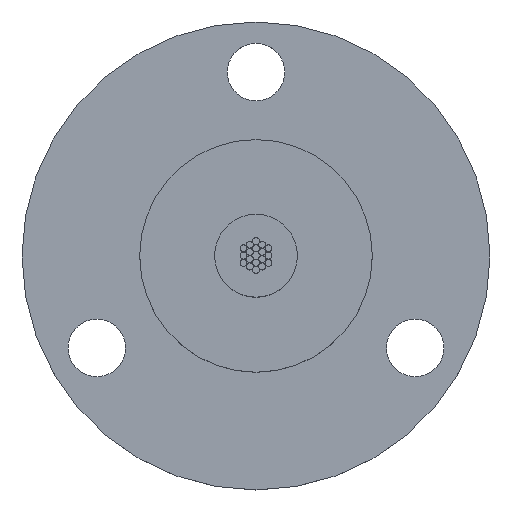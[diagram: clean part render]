
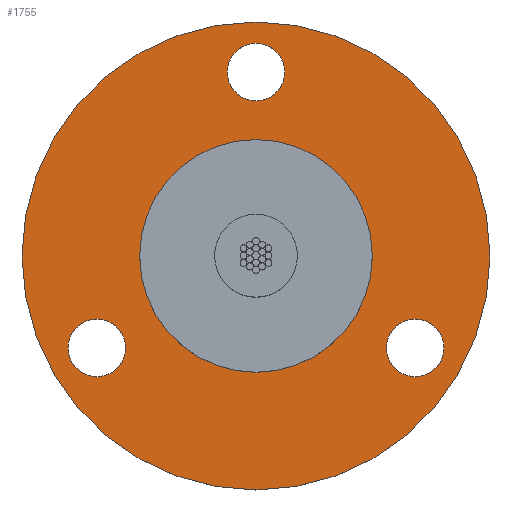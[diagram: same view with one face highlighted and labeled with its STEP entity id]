
A CAD part, top view. The second image highlights one B-rep face of the part: STEP entity #1755.
In plain terms, the highlighted planar face has unit normal (0, 0, 1).
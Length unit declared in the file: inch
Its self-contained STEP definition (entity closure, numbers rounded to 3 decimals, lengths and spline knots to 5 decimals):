
#22 = EDGE_CURVE ( 'NONE', #2354, #90, #3225, .T. ) ;
#43 = VERTEX_POINT ( 'NONE', #1619 ) ;
#48 = ORIENTED_EDGE ( 'NONE', *, *, #1282, .F. ) ;
#88 = EDGE_CURVE ( 'NONE', #90, #2354, #1726, .T. ) ;
#90 = VERTEX_POINT ( 'NONE', #2144 ) ;
#157 = AXIS2_PLACEMENT_3D ( 'NONE', #912, #2796, #1190 ) ;
#165 = CARTESIAN_POINT ( 'NONE',  ( 0., 0.6875, -0.57 ) ) ;
#258 = DIRECTION ( 'NONE',  ( 1., 0., 0. ) ) ;
#289 = DIRECTION ( 'NONE',  ( 0., 0., 1. ) ) ;
#349 = ORIENTED_EDGE ( 'NONE', *, *, #22, .F. ) ;
#404 = AXIS2_PLACEMENT_3D ( 'NONE', #2443, #822, #2706 ) ;
#405 = CIRCLE ( 'NONE', #1281, 0.1075 ) ;
#416 = CARTESIAN_POINT ( 'NONE',  ( 0.48789, -0.34375, -0.57 ) ) ;
#435 = DIRECTION ( 'NONE',  ( 1., 0., 0. ) ) ;
#577 = CARTESIAN_POINT ( 'NONE',  ( 0.435, 0., -0.57 ) ) ;
#668 = CARTESIAN_POINT ( 'NONE',  ( -0.875, 0., -0.57 ) ) ;
#676 = ORIENTED_EDGE ( 'NONE', *, *, #88, .F. ) ;
#690 = FACE_BOUND ( 'NONE', #1650, .T. ) ;
#732 = VERTEX_POINT ( 'NONE', #416 ) ;
#771 = CARTESIAN_POINT ( 'NONE',  ( -0.48789, -0.34375, -0.57 ) ) ;
#786 = DIRECTION ( 'NONE',  ( 1., 0., 0. ) ) ;
#800 = CIRCLE ( 'NONE', #157, 0.875 ) ;
#822 = DIRECTION ( 'NONE',  ( 0., 0., 1. ) ) ;
#838 = VERTEX_POINT ( 'NONE', #2348 ) ;
#840 = ORIENTED_EDGE ( 'NONE', *, *, #2438, .F. ) ;
#851 = VERTEX_POINT ( 'NONE', #1269 ) ;
#894 = CIRCLE ( 'NONE', #2926, 0.1075 ) ;
#912 = CARTESIAN_POINT ( 'NONE',  ( 0., 0., -0.57 ) ) ;
#919 = ORIENTED_EDGE ( 'NONE', *, *, #3273, .F. ) ;
#920 = AXIS2_PLACEMENT_3D ( 'NONE', #1907, #289, #2173 ) ;
#954 = CARTESIAN_POINT ( 'NONE',  ( -0.70289, -0.34375, -0.57 ) ) ;
#1040 = CARTESIAN_POINT ( 'NONE',  ( -0.59539, -0.34375, -0.57 ) ) ;
#1083 = PLANE ( 'NONE',  #1510 ) ;
#1135 = AXIS2_PLACEMENT_3D ( 'NONE', #3004, #1381, #3257 ) ;
#1163 = CARTESIAN_POINT ( 'NONE',  ( 0., 0.6875, -0.57 ) ) ;
#1178 = VERTEX_POINT ( 'NONE', #771 ) ;
#1190 = DIRECTION ( 'NONE',  ( 1., 0., 0. ) ) ;
#1269 = CARTESIAN_POINT ( 'NONE',  ( -0.1075, 0.6875, -0.57 ) ) ;
#1281 = AXIS2_PLACEMENT_3D ( 'NONE', #2931, #1310, #3192 ) ;
#1282 = EDGE_CURVE ( 'NONE', #1178, #1618, #2764, .T. ) ;
#1305 = DIRECTION ( 'NONE',  ( 1., 0., 0. ) ) ;
#1310 = DIRECTION ( 'NONE',  ( 0., 0., 1. ) ) ;
#1347 = DIRECTION ( 'NONE',  ( -1., 0., 0. ) ) ;
#1366 = AXIS2_PLACEMENT_3D ( 'NONE', #1040, #2921, #1305 ) ;
#1381 = DIRECTION ( 'NONE',  ( 0., 0., 1. ) ) ;
#1431 = EDGE_LOOP ( 'NONE', ( #349, #676 ) ) ;
#1432 = DIRECTION ( 'NONE',  ( 1., 0., 0. ) ) ;
#1483 = AXIS2_PLACEMENT_3D ( 'NONE', #3474, #1874, #258 ) ;
#1498 = FACE_BOUND ( 'NONE', #2307, .T. ) ;
#1510 = AXIS2_PLACEMENT_3D ( 'NONE', #1885, #2966, #1347 ) ;
#1618 = VERTEX_POINT ( 'NONE', #954 ) ;
#1619 = CARTESIAN_POINT ( 'NONE',  ( 0.70289, -0.34375, -0.57 ) ) ;
#1650 = EDGE_LOOP ( 'NONE', ( #48, #2071 ) ) ;
#1657 = AXIS2_PLACEMENT_3D ( 'NONE', #2722, #2408, #786 ) ;
#1718 = AXIS2_PLACEMENT_3D ( 'NONE', #165, #2042, #435 ) ;
#1726 = CIRCLE ( 'NONE', #1483, 0.435 ) ;
#1755 = ADVANCED_FACE ( 'NONE', ( #2117, #690, #1498, #3459, #2758 ), #1083, .F. ) ;
#1791 = VERTEX_POINT ( 'NONE', #2174 ) ;
#1843 = CIRCLE ( 'NONE', #404, 0.1075 ) ;
#1874 = DIRECTION ( 'NONE',  ( 0., 0., 1. ) ) ;
#1885 = CARTESIAN_POINT ( 'NONE',  ( 0., 0.435, -0.57 ) ) ;
#1904 = ORIENTED_EDGE ( 'NONE', *, *, #2335, .T. ) ;
#1907 = CARTESIAN_POINT ( 'NONE',  ( -0.59539, -0.34375, -0.57 ) ) ;
#2042 = DIRECTION ( 'NONE',  ( 0., 0., 1. ) ) ;
#2069 = ORIENTED_EDGE ( 'NONE', *, *, #2490, .T. ) ;
#2071 = ORIENTED_EDGE ( 'NONE', *, *, #2746, .F. ) ;
#2117 = FACE_BOUND ( 'NONE', #2396, .T. ) ;
#2126 = ORIENTED_EDGE ( 'NONE', *, *, #3438, .F. ) ;
#2138 = EDGE_LOOP ( 'NONE', ( #1904, #2069 ) ) ;
#2144 = CARTESIAN_POINT ( 'NONE',  ( -0.435, 0., -0.57 ) ) ;
#2173 = DIRECTION ( 'NONE',  ( 1., 0., 0. ) ) ;
#2174 = CARTESIAN_POINT ( 'NONE',  ( 0.875, 0., -0.57 ) ) ;
#2191 = VERTEX_POINT ( 'NONE', #668 ) ;
#2307 = EDGE_LOOP ( 'NONE', ( #2126, #3319 ) ) ;
#2335 = EDGE_CURVE ( 'NONE', #1791, #2191, #3320, .T. ) ;
#2348 = CARTESIAN_POINT ( 'NONE',  ( 0.1075, 0.6875, -0.57 ) ) ;
#2354 = VERTEX_POINT ( 'NONE', #577 ) ;
#2396 = EDGE_LOOP ( 'NONE', ( #840, #919 ) ) ;
#2408 = DIRECTION ( 'NONE',  ( 0., 0., 1. ) ) ;
#2438 = EDGE_CURVE ( 'NONE', #838, #851, #894, .T. ) ;
#2443 = CARTESIAN_POINT ( 'NONE',  ( 0.59539, -0.34375, -0.57 ) ) ;
#2490 = EDGE_CURVE ( 'NONE', #2191, #1791, #800, .T. ) ;
#2638 = CIRCLE ( 'NONE', #1718, 0.1075 ) ;
#2706 = DIRECTION ( 'NONE',  ( 1., 0., 0. ) ) ;
#2722 = CARTESIAN_POINT ( 'NONE',  ( 0., 0., -0.57 ) ) ;
#2746 = EDGE_CURVE ( 'NONE', #1618, #1178, #2906, .T. ) ;
#2758 = FACE_OUTER_BOUND ( 'NONE', #2138, .T. ) ;
#2764 = CIRCLE ( 'NONE', #920, 0.1075 ) ;
#2796 = DIRECTION ( 'NONE',  ( 0., 0., 1. ) ) ;
#2869 = EDGE_CURVE ( 'NONE', #732, #43, #1843, .T. ) ;
#2906 = CIRCLE ( 'NONE', #1366, 0.1075 ) ;
#2921 = DIRECTION ( 'NONE',  ( 0., 0., 1. ) ) ;
#2926 = AXIS2_PLACEMENT_3D ( 'NONE', #1163, #3046, #1432 ) ;
#2931 = CARTESIAN_POINT ( 'NONE',  ( 0.59539, -0.34375, -0.57 ) ) ;
#2966 = DIRECTION ( 'NONE',  ( 0., 0., -1. ) ) ;
#3004 = CARTESIAN_POINT ( 'NONE',  ( 0., 0., -0.57 ) ) ;
#3046 = DIRECTION ( 'NONE',  ( 0., 0., 1. ) ) ;
#3192 = DIRECTION ( 'NONE',  ( 1., 0., 0. ) ) ;
#3225 = CIRCLE ( 'NONE', #1657, 0.435 ) ;
#3257 = DIRECTION ( 'NONE',  ( 1., 0., 0. ) ) ;
#3273 = EDGE_CURVE ( 'NONE', #851, #838, #2638, .T. ) ;
#3319 = ORIENTED_EDGE ( 'NONE', *, *, #2869, .F. ) ;
#3320 = CIRCLE ( 'NONE', #1135, 0.875 ) ;
#3438 = EDGE_CURVE ( 'NONE', #43, #732, #405, .T. ) ;
#3459 = FACE_BOUND ( 'NONE', #1431, .T. ) ;
#3474 = CARTESIAN_POINT ( 'NONE',  ( 0., 0., -0.57 ) ) ;
